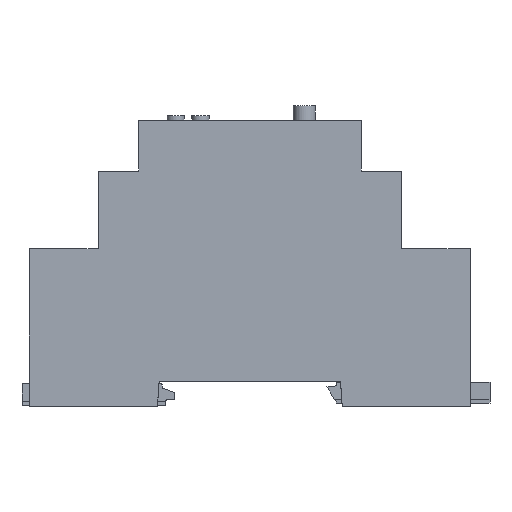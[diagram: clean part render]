
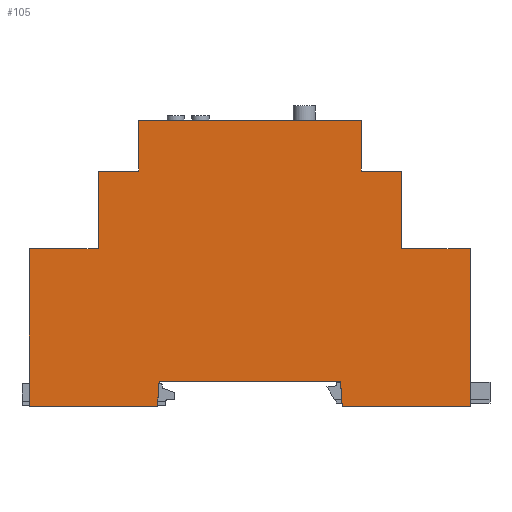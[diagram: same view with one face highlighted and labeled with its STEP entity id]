
A CAD part, left-side view. The second image highlights one B-rep face of the part: STEP entity #105.
In plain terms, the highlighted planar face has unit normal (-1, 0, 0).
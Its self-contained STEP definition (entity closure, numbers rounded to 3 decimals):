
#105=ADVANCED_FACE('',(#5343),#5345,.T.);
#5343=FACE_BOUND('',#5344,.T.);
#5344=EDGE_LOOP('',(#10411,#10412,#10413,#10414,#10415,#10416,#10417,#10418,#10419,
#10420,#10421,#10422,#10423,#10424,#10425,#10426));
#5345=PLANE('',#5346);
#5346=AXIS2_PLACEMENT_3D('',#5347,#5348,#5349);
#5347=CARTESIAN_POINT('',(-35.5,0.,0.));
#5348=DIRECTION('',(-1.,0.,0.));
#5349=DIRECTION('',(0.,0.,-1.));
#10411=ORIENTED_EDGE('',*,*,#14330,.T.);
#10412=ORIENTED_EDGE('',*,*,#14331,.T.);
#10413=ORIENTED_EDGE('',*,*,#14332,.T.);
#10414=ORIENTED_EDGE('',*,*,#14333,.T.);
#10415=ORIENTED_EDGE('',*,*,#14334,.T.);
#10416=ORIENTED_EDGE('',*,*,#14335,.T.);
#10417=ORIENTED_EDGE('',*,*,#14336,.T.);
#10418=ORIENTED_EDGE('',*,*,#14313,.T.);
#10419=ORIENTED_EDGE('',*,*,#14329,.T.);
#10420=ORIENTED_EDGE('',*,*,#14337,.T.);
#10421=ORIENTED_EDGE('',*,*,#14338,.T.);
#10422=ORIENTED_EDGE('',*,*,#14339,.T.);
#10423=ORIENTED_EDGE('',*,*,#14340,.T.);
#10424=ORIENTED_EDGE('',*,*,#14341,.T.);
#10425=ORIENTED_EDGE('',*,*,#14342,.T.);
#10426=ORIENTED_EDGE('',*,*,#14321,.T.);
#14313=EDGE_CURVE('',#16396,#16394,#16397,.T.);
#14321=EDGE_CURVE('',#16406,#16410,#16412,.T.);
#14329=EDGE_CURVE('',#16394,#16425,#16427,.T.);
#14330=EDGE_CURVE('',#16410,#16428,#16429,.T.);
#14331=EDGE_CURVE('',#16428,#16430,#16431,.T.);
#14332=EDGE_CURVE('',#16430,#16432,#16433,.T.);
#14333=EDGE_CURVE('',#16432,#16434,#16435,.T.);
#14334=EDGE_CURVE('',#16434,#16436,#16437,.T.);
#14335=EDGE_CURVE('',#16436,#16438,#16439,.T.);
#14336=EDGE_CURVE('',#16438,#16396,#16440,.T.);
#14337=EDGE_CURVE('',#16425,#16441,#16442,.T.);
#14338=EDGE_CURVE('',#16441,#16443,#16444,.T.);
#14339=EDGE_CURVE('',#16443,#16445,#16446,.T.);
#14340=EDGE_CURVE('',#16445,#16447,#16448,.T.);
#14341=EDGE_CURVE('',#16447,#16449,#16450,.T.);
#14342=EDGE_CURVE('',#16449,#16406,#16451,.T.);
#16394=VERTEX_POINT('',#19309);
#16396=VERTEX_POINT('',#19313);
#16397=LINE('',#19314,#19315);
#16406=VERTEX_POINT('',#19335);
#16410=VERTEX_POINT('',#19343);
#16412=LINE('',#19347,#19348);
#16425=VERTEX_POINT('',#19379);
#16427=LINE('',#19383,#19384);
#16428=VERTEX_POINT('',#19386);
#16429=LINE('',#19387,#19388);
#16430=VERTEX_POINT('',#19390);
#16431=LINE('',#19391,#19392);
#16432=VERTEX_POINT('',#19394);
#16433=LINE('',#19395,#19396);
#16434=VERTEX_POINT('',#19398);
#16435=LINE('',#19399,#19400);
#16436=VERTEX_POINT('',#19402);
#16437=LINE('',#19403,#19404);
#16438=VERTEX_POINT('',#19406);
#16439=LINE('',#19407,#19408);
#16440=LINE('',#19410,#19411);
#16441=VERTEX_POINT('',#19413);
#16442=LINE('',#19414,#19415);
#16443=VERTEX_POINT('',#19417);
#16444=LINE('',#19418,#19419);
#16445=VERTEX_POINT('',#19421);
#16446=LINE('',#19422,#19423);
#16447=VERTEX_POINT('',#19425);
#16448=LINE('',#19426,#19427);
#16449=VERTEX_POINT('',#19429);
#16450=LINE('',#19430,#19431);
#16451=LINE('',#19433,#19434);
#19309=CARTESIAN_POINT('',(-35.5,-30.7,26.878));
#19313=CARTESIAN_POINT('',(-35.5,-44.6,26.878));
#19314=CARTESIAN_POINT('',(-35.5,-44.6,26.878));
#19315=VECTOR('',#19316,1.);
#19316=DIRECTION('',(0.,1.,0.));
#19335=CARTESIAN_POINT('',(-35.5,30.7,26.878));
#19343=CARTESIAN_POINT('',(-35.5,44.6,26.878));
#19347=CARTESIAN_POINT('',(-35.5,30.7,26.878));
#19348=VECTOR('',#19349,1.);
#19349=DIRECTION('',(0.,1.,0.));
#19379=CARTESIAN_POINT('',(-35.5,-30.7,42.606));
#19383=CARTESIAN_POINT('',(-35.5,-30.7,26.878));
#19384=VECTOR('',#19385,1.);
#19385=DIRECTION('',(0.,0.,1.));
#19386=CARTESIAN_POINT('',(-35.5,44.6,-4.987));
#19387=CARTESIAN_POINT('',(-35.5,44.6,26.878));
#19388=VECTOR('',#19389,1.);
#19389=DIRECTION('',(0.,0.,-1.));
#19390=CARTESIAN_POINT('',(-35.5,18.7,-4.987));
#19391=CARTESIAN_POINT('',(-35.5,44.6,-4.987));
#19392=VECTOR('',#19393,1.);
#19393=DIRECTION('',(0.,-1.,0.));
#19394=CARTESIAN_POINT('',(-35.5,18.351,0.));
#19395=CARTESIAN_POINT('',(-35.5,18.7,-4.987));
#19396=VECTOR('',#19397,1.);
#19397=DIRECTION('',(0.,-0.07,0.998));
#19398=CARTESIAN_POINT('',(-35.5,-18.351,0.));
#19399=CARTESIAN_POINT('',(-35.5,18.351,0.));
#19400=VECTOR('',#19401,1.);
#19401=DIRECTION('',(0.,-1.,0.));
#19402=CARTESIAN_POINT('',(-35.5,-18.7,-4.987));
#19403=CARTESIAN_POINT('',(-35.5,-18.351,0.));
#19404=VECTOR('',#19405,1.);
#19405=DIRECTION('',(0.,-0.07,-0.998));
#19406=CARTESIAN_POINT('',(-35.5,-44.6,-4.987));
#19407=CARTESIAN_POINT('',(-35.5,-18.7,-4.987));
#19408=VECTOR('',#19409,1.);
#19409=DIRECTION('',(0.,-1.,0.));
#19410=CARTESIAN_POINT('',(-35.5,-44.6,-4.987));
#19411=VECTOR('',#19412,1.);
#19412=DIRECTION('',(0.,0.,1.));
#19413=CARTESIAN_POINT('',(-35.5,-22.5,42.606));
#19414=CARTESIAN_POINT('',(-35.5,-30.7,42.606));
#19415=VECTOR('',#19416,1.);
#19416=DIRECTION('',(0.,1.,0.));
#19417=CARTESIAN_POINT('',(-35.5,-22.5,52.804));
#19418=CARTESIAN_POINT('',(-35.5,-22.5,42.606));
#19419=VECTOR('',#19420,1.);
#19420=DIRECTION('',(0.,0.,1.));
#19421=CARTESIAN_POINT('',(-35.5,22.5,52.804));
#19422=CARTESIAN_POINT('',(-35.5,-22.5,52.804));
#19423=VECTOR('',#19424,1.);
#19424=DIRECTION('',(0.,1.,0.));
#19425=CARTESIAN_POINT('',(-35.5,22.5,42.606));
#19426=CARTESIAN_POINT('',(-35.5,22.5,52.804));
#19427=VECTOR('',#19428,1.);
#19428=DIRECTION('',(0.,0.,-1.));
#19429=CARTESIAN_POINT('',(-35.5,30.7,42.606));
#19430=CARTESIAN_POINT('',(-35.5,22.5,42.606));
#19431=VECTOR('',#19432,1.);
#19432=DIRECTION('',(0.,1.,0.));
#19433=CARTESIAN_POINT('',(-35.5,30.7,42.606));
#19434=VECTOR('',#19435,1.);
#19435=DIRECTION('',(0.,0.,-1.));
